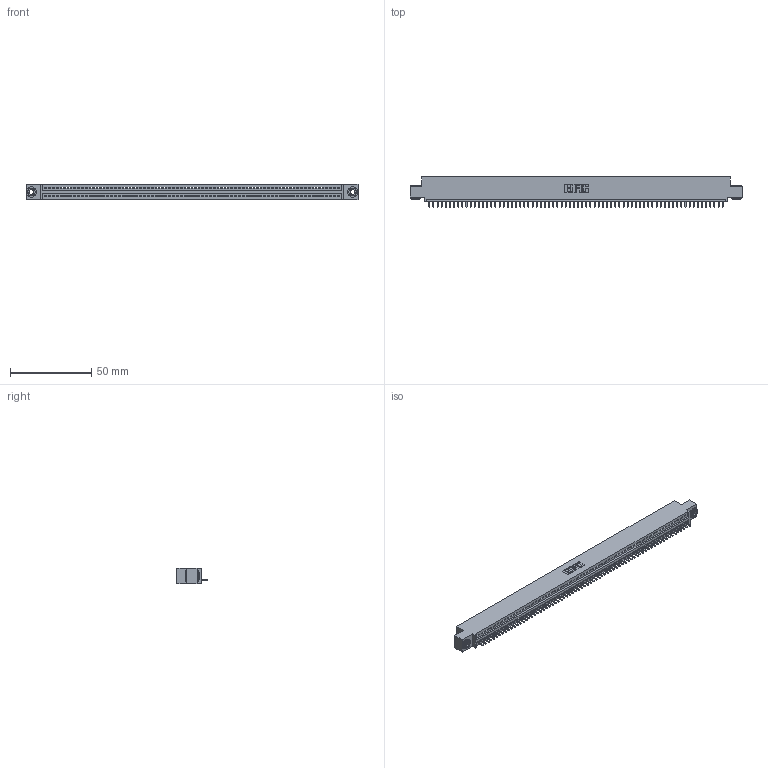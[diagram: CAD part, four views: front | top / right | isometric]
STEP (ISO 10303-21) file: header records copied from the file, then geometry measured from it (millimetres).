
FILE_DESCRIPTION (( 'STEP AP203' ), '1' );
FILE_NAME ('345-072-521-403.STEP', '2019-10-13T03:13:03', ( '' ), ( '' ), 'SwSTEP 2.0', 'SolidWorks 2016', '' );
FILE_SCHEMA (( 'CONFIG_CONTROL_DESIGN' ));
Length unit declared in the file: inch
Products named in the file (4): 345-292-001_345-293-121; 345-250-002_345-250-002-102; 345-072-521-403; 345 Part_0.110 Offset - 0.156 Dia-TH
Assembly tree (75 placements, depth 2):
  345-072-521-403
    345 Part_0.110 Offset - 0.156 Dia-TH
    345-292-001_345-293-121  x72
    345-250-002_345-250-002-102  x2
Bounding box: 204.09 x 18.72 x 9.4 mm (x, y, z)
Volume: 19371.5 mm3; surface area: 25645.9 mm2
Topology: 75 solids, 75 shells, 4344 faces, 13101 edges, 8634 vertices
Faces by surface type: plane 2974, cylinder 1362, cone 8
Entity records: 50950 total; most frequent: CARTESIAN_POINT 8803, ORIENTED_EDGE 8802, DIRECTION 7675, EDGE_CURVE 4401, LINE 3957, VECTOR 3957, VERTEX_POINT 2930, AXIS2_PLACEMENT_3D 1859
